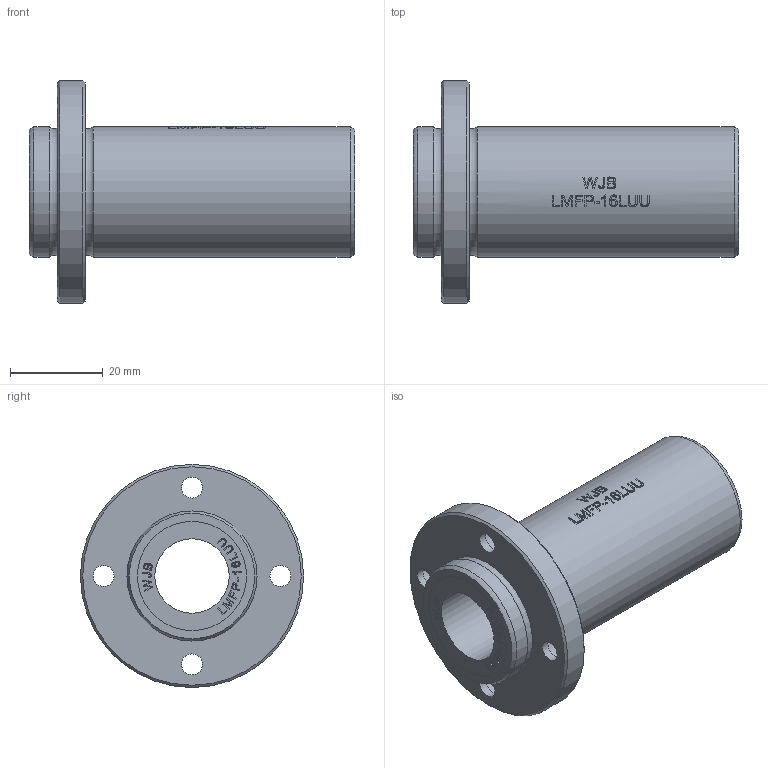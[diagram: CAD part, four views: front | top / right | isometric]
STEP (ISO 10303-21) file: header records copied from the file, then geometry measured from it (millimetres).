
FILE_DESCRIPTION(/* description */ (''),/* implementation_level */ '2;1');
FILE_NAME(/* name */ 'WJB-LMFP-16LUU-2.stp',/* time_stamp */ '2019-01-26T19:25:12+08:00',/* author */ (''),/* organization */ (''),/* preprocessor_version */ 'ST-DEVELOPER v11',/* originating_system */ 'SIEMENS UGS NX 6.0',/* authorisation */ '');
FILE_SCHEMA (('AUTOMOTIVE_DESIGN { 1 0 10303 214 1 1 1 1 }'));
Length unit declared in the file: millimetre
Products named in the file (1): ROCK97E1xpyk
Bounding box: 70 x 48 x 48 mm (x, y, z)
Volume: 35000.8 mm3; surface area: 13611.4 mm2
Topology: 1 solids, 1 shells, 381 faces, 954 edges, 634 vertices
Faces by surface type: plane 242, extrusion 102, cylinder 31, torus 4, cone 2
Full cylindrical faces by diameter (mm): 4.5 x4, 8 x4, 16 x1, 23.5 x2, 28 x2, 48 x1
Entity records: 14351 total; most frequent: CARTESIAN_POINT 5807, ORIENTED_EDGE 1868, DIRECTION 1362, EDGE_CURVE 934, VERTEX_POINT 634, VECTOR 598, LINE 496, EDGE_LOOP 470
